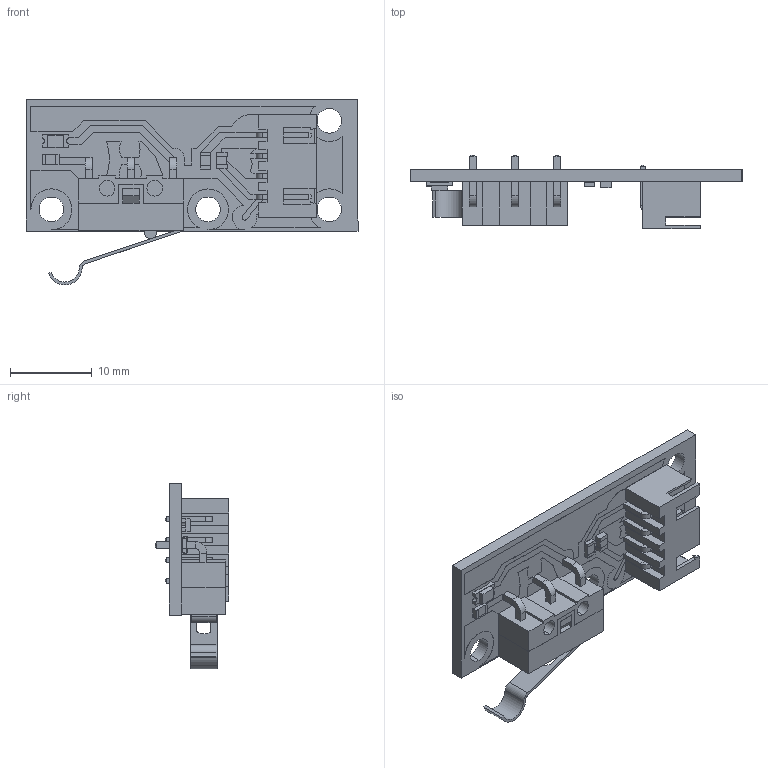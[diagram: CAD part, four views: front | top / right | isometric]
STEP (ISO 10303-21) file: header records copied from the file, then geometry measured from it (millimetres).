
FILE_DESCRIPTION (( 'STEP AP203' ), '1' );
FILE_NAME ('Limit_switch.STEP', '2025-12-15T04:07:00', ( '' ), ( '' ), 'SwSTEP 2.0', 'SolidWorks 2023', '' );
FILE_SCHEMA (( 'CONFIG_CONTROL_DESIGN' ));
Length unit declared in the file: millimetre
Products named in the file (1): Limit_switch
Bounding box: 40.5 x 9 x 22.66 mm (x, y, z)
Volume: 1552.5 mm3; surface area: 4245.2 mm2
Topology: 40 solids, 40 shells, 656 faces, 1608 edges, 1038 vertices
Faces by surface type: plane 583, cylinder 73
Entity records: 18975 total; most frequent: CARTESIAN_POINT 3303, ORIENTED_EDGE 3216, DIRECTION 3068, EDGE_CURVE 1608, LINE 1462, VECTOR 1462, VERTEX_POINT 1038, AXIS2_PLACEMENT_3D 803
